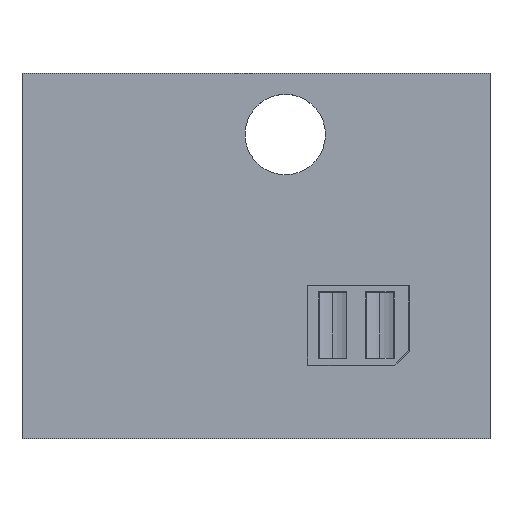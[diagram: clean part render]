
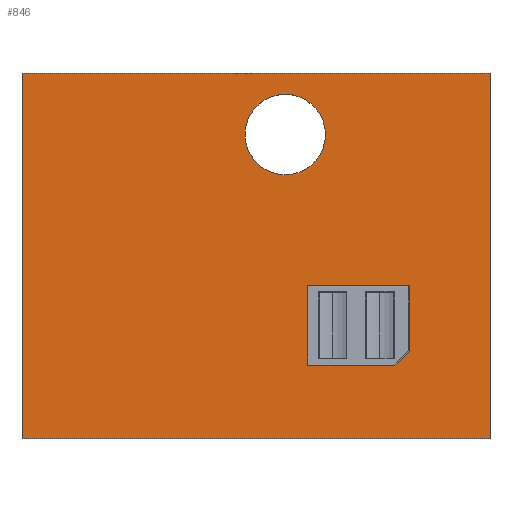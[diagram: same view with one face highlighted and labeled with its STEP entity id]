
A CAD part, top view. The second image highlights one B-rep face of the part: STEP entity #846.
In plain terms, the highlighted planar face has unit normal (0, 0, 1).
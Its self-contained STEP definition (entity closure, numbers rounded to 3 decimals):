
#1 = CARTESIAN_POINT ( 'NONE',  ( -8.25, -6.25, 1. ) ) ;
#23 = CARTESIAN_POINT ( 'NONE',  ( 4.5, -3.75, 1. ) ) ;
#38 = FACE_BOUND ( 'NONE', #306, .T. ) ;
#70 = LINE ( 'NONE', #360, #895 ) ;
#74 = CARTESIAN_POINT ( 'NONE',  ( -0.625, 4.15, 1. ) ) ;
#81 = LINE ( 'NONE', #1, #968 ) ;
#100 = CARTESIAN_POINT ( 'NONE',  ( -8.25, -6.25, 1. ) ) ;
#108 = VERTEX_POINT ( 'NONE', #494 ) ;
#114 = CARTESIAN_POINT ( 'NONE',  ( -3.125, -11.375, 1. ) ) ;
#117 = AXIS2_PLACEMENT_3D ( 'NONE', #956, #409, #593 ) ;
#127 = VERTEX_POINT ( 'NONE', #402 ) ;
#130 = VERTEX_POINT ( 'NONE', #74 ) ;
#149 = ORIENTED_EDGE ( 'NONE', *, *, #331, .T. ) ;
#192 = DIRECTION ( 'NONE',  ( 0., 0., 1. ) ) ;
#214 = ORIENTED_EDGE ( 'NONE', *, *, #1074, .T. ) ;
#222 = FACE_OUTER_BOUND ( 'NONE', #908, .T. ) ;
#235 = CARTESIAN_POINT ( 'NONE',  ( 1.5, -1., 1. ) ) ;
#236 = LINE ( 'NONE', #376, #265 ) ;
#250 = EDGE_CURVE ( 'NONE', #797, #130, #1105, .T. ) ;
#259 = VERTEX_POINT ( 'NONE', #266 ) ;
#265 = VECTOR ( 'NONE', #734, 1000. ) ;
#266 = CARTESIAN_POINT ( 'NONE',  ( -8.25, -6.25, 1. ) ) ;
#267 = VECTOR ( 'NONE', #994, 1000. ) ;
#306 = EDGE_LOOP ( 'NONE', ( #606, #337 ) ) ;
#316 = VECTOR ( 'NONE', #917, 1000. ) ;
#329 = LINE ( 'NONE', #901, #267 ) ;
#331 = EDGE_CURVE ( 'NONE', #852, #576, #70, .T. ) ;
#337 = ORIENTED_EDGE ( 'NONE', *, *, #250, .F. ) ;
#341 = VECTOR ( 'NONE', #928, 1000. ) ;
#354 = CARTESIAN_POINT ( 'NONE',  ( 2.125, 4.15, 1. ) ) ;
#356 = VECTOR ( 'NONE', #609, 1000. ) ;
#360 = CARTESIAN_POINT ( 'NONE',  ( 7.75, 6.25, 1. ) ) ;
#370 = FACE_BOUND ( 'NONE', #1028, .T. ) ;
#376 = CARTESIAN_POINT ( 'NONE',  ( -8.25, -3.75, 1. ) ) ;
#402 = CARTESIAN_POINT ( 'NONE',  ( -8.25, 6.25, 1. ) ) ;
#409 = DIRECTION ( 'NONE',  ( 0., 0., 1. ) ) ;
#425 = CARTESIAN_POINT ( 'NONE',  ( 1.5, -3.75, 1. ) ) ;
#437 = DIRECTION ( 'NONE',  ( 1., 0., 0. ) ) ;
#438 = PLANE ( 'NONE',  #1018 ) ;
#449 = VERTEX_POINT ( 'NONE', #23 ) ;
#494 = CARTESIAN_POINT ( 'NONE',  ( 5., -1., 1. ) ) ;
#559 = EDGE_CURVE ( 'NONE', #130, #797, #862, .T. ) ;
#563 = CARTESIAN_POINT ( 'NONE',  ( -8.25, -1., 1. ) ) ;
#576 = VERTEX_POINT ( 'NONE', #869 ) ;
#593 = DIRECTION ( 'NONE',  ( 1., 0., 0. ) ) ;
#600 = LINE ( 'NONE', #1149, #356 ) ;
#606 = ORIENTED_EDGE ( 'NONE', *, *, #559, .F. ) ;
#609 = DIRECTION ( 'NONE',  ( 0., 1., 0. ) ) ;
#621 = DIRECTION ( 'NONE',  ( 0., 0., 1. ) ) ;
#627 = CARTESIAN_POINT ( 'NONE',  ( 7.75, -6.25, 1. ) ) ;
#628 = VERTEX_POINT ( 'NONE', #235 ) ;
#630 = ORIENTED_EDGE ( 'NONE', *, *, #778, .T. ) ;
#643 = ORIENTED_EDGE ( 'NONE', *, *, #918, .T. ) ;
#653 = LINE ( 'NONE', #837, #1061 ) ;
#684 = VERTEX_POINT ( 'NONE', #425 ) ;
#704 = DIRECTION ( 'NONE',  ( -1., 0., 0. ) ) ;
#712 = EDGE_CURVE ( 'NONE', #684, #628, #600, .T. ) ;
#729 = LINE ( 'NONE', #114, #341 ) ;
#734 = DIRECTION ( 'NONE',  ( -1., 0., 0. ) ) ;
#735 = VERTEX_POINT ( 'NONE', #785 ) ;
#743 = VECTOR ( 'NONE', #704, 1000. ) ;
#761 = EDGE_CURVE ( 'NONE', #127, #259, #329, .T. ) ;
#778 = EDGE_CURVE ( 'NONE', #259, #852, #81, .T. ) ;
#785 = CARTESIAN_POINT ( 'NONE',  ( 5., -3.25, 1. ) ) ;
#797 = VERTEX_POINT ( 'NONE', #354 ) ;
#808 = ORIENTED_EDGE ( 'NONE', *, *, #911, .T. ) ;
#811 = CARTESIAN_POINT ( 'NONE',  ( -8.25, 6.25, 1. ) ) ;
#837 = CARTESIAN_POINT ( 'NONE',  ( 5., -6.25, 1. ) ) ;
#846 = ADVANCED_FACE ( 'NONE', ( #38, #222, #370 ), #438, .T. ) ;
#848 = LINE ( 'NONE', #811, #743 ) ;
#852 = VERTEX_POINT ( 'NONE', #627 ) ;
#862 = CIRCLE ( 'NONE', #117, 1.375 ) ;
#869 = CARTESIAN_POINT ( 'NONE',  ( 7.75, 6.25, 1. ) ) ;
#885 = ORIENTED_EDGE ( 'NONE', *, *, #946, .T. ) ;
#895 = VECTOR ( 'NONE', #995, 1000. ) ;
#896 = DIRECTION ( 'NONE',  ( 1., 0., 0. ) ) ;
#901 = CARTESIAN_POINT ( 'NONE',  ( -8.25, 6.25, 1. ) ) ;
#908 = EDGE_LOOP ( 'NONE', ( #1119, #630, #149, #808 ) ) ;
#911 = EDGE_CURVE ( 'NONE', #576, #127, #848, .T. ) ;
#917 = DIRECTION ( 'NONE',  ( 1., 0., 0. ) ) ;
#918 = EDGE_CURVE ( 'NONE', #628, #108, #983, .T. ) ;
#928 = DIRECTION ( 'NONE',  ( -0.707, -0.707, 0. ) ) ;
#937 = EDGE_CURVE ( 'NONE', #735, #449, #729, .T. ) ;
#946 = EDGE_CURVE ( 'NONE', #449, #684, #236, .T. ) ;
#956 = CARTESIAN_POINT ( 'NONE',  ( 0.75, 4.15, 1. ) ) ;
#968 = VECTOR ( 'NONE', #1079, 1000. ) ;
#983 = LINE ( 'NONE', #563, #316 ) ;
#994 = DIRECTION ( 'NONE',  ( 0., -1., 0. ) ) ;
#995 = DIRECTION ( 'NONE',  ( 0., 1., 0. ) ) ;
#1010 = ORIENTED_EDGE ( 'NONE', *, *, #712, .T. ) ;
#1018 = AXIS2_PLACEMENT_3D ( 'NONE', #100, #192, #896 ) ;
#1022 = DIRECTION ( 'NONE',  ( 0., -1., 0. ) ) ;
#1028 = EDGE_LOOP ( 'NONE', ( #885, #1010, #643, #214, #1039 ) ) ;
#1039 = ORIENTED_EDGE ( 'NONE', *, *, #937, .T. ) ;
#1061 = VECTOR ( 'NONE', #1022, 1000. ) ;
#1066 = CARTESIAN_POINT ( 'NONE',  ( 0.75, 4.15, 1. ) ) ;
#1074 = EDGE_CURVE ( 'NONE', #108, #735, #653, .T. ) ;
#1079 = DIRECTION ( 'NONE',  ( 1., 0., 0. ) ) ;
#1105 = CIRCLE ( 'NONE', #1152, 1.375 ) ;
#1119 = ORIENTED_EDGE ( 'NONE', *, *, #761, .T. ) ;
#1149 = CARTESIAN_POINT ( 'NONE',  ( 1.5, -6.25, 1. ) ) ;
#1152 = AXIS2_PLACEMENT_3D ( 'NONE', #1066, #621, #437 ) ;
